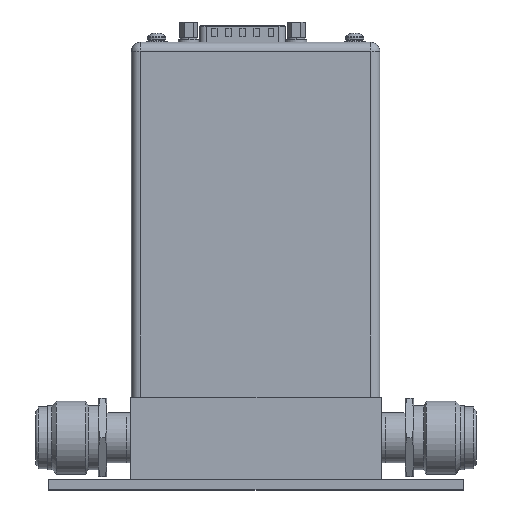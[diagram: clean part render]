
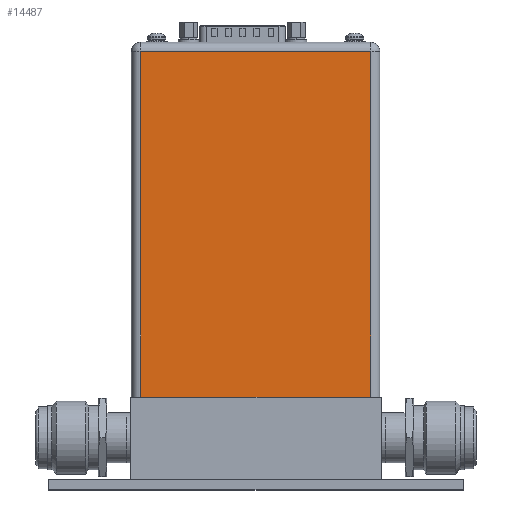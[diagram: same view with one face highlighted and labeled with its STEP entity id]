
A CAD part, top view. The second image highlights one B-rep face of the part: STEP entity #14487.
In plain terms, the highlighted planar face has unit normal (0, 0, 1).
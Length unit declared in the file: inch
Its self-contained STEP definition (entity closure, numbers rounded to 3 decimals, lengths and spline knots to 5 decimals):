
#12660=DIRECTION('',(1.,0.,0.));
#12661=VECTOR('',#12660,2.757);
#12662=CARTESIAN_POINT('',(-1.3785,0.,1.425));
#12663=LINE('',#12662,#12661);
#13347=DIRECTION('',(0.,-1.,0.));
#13348=VECTOR('',#13347,4.141);
#13349=CARTESIAN_POINT('',(1.3785,4.141,1.425));
#13350=LINE('',#13349,#13348);
#13354=DIRECTION('',(0.,-1.,0.));
#13355=VECTOR('',#13354,4.141);
#13356=CARTESIAN_POINT('',(-1.3785,4.141,1.425));
#13357=LINE('',#13356,#13355);
#13361=DIRECTION('',(1.,0.,0.));
#13362=VECTOR('',#13361,2.757);
#13363=CARTESIAN_POINT('',(-1.3785,4.141,1.425));
#13364=LINE('',#13363,#13362);
#13811=CARTESIAN_POINT('',(1.3785,0.,1.425));
#13813=VERTEX_POINT('',#13811);
#13814=CARTESIAN_POINT('',(1.3785,4.141,1.425));
#13815=VERTEX_POINT('',#13814);
#13826=CARTESIAN_POINT('',(-1.3785,0.,1.425));
#13828=VERTEX_POINT('',#13826);
#13830=CARTESIAN_POINT('',(-1.3785,4.141,1.425));
#13831=VERTEX_POINT('',#13830);
#14475=CARTESIAN_POINT('',(-1.4875,0.,1.425));
#14476=DIRECTION('',(0.,0.,1.));
#14477=DIRECTION('',(1.,0.,0.));
#14478=AXIS2_PLACEMENT_3D('',#14475,#14476,#14477);
#14479=PLANE('',#14478);
#14481=ORIENTED_EDGE('',*,*,#14480,.T.);
#14482=ORIENTED_EDGE('',*,*,#13953,.F.);
#14483=ORIENTED_EDGE('',*,*,#14444,.F.);
#14484=ORIENTED_EDGE('',*,*,#14466,.T.);
#14485=EDGE_LOOP('',(#14481,#14482,#14483,#14484));
#14486=FACE_OUTER_BOUND('',#14485,.F.);
#14487=ADVANCED_FACE('',(#14486),#14479,.T.);
#13953=EDGE_CURVE('',#13828,#13813,#12663,.T.);
#14444=EDGE_CURVE('',#13831,#13828,#13357,.T.);
#14466=EDGE_CURVE('',#13831,#13815,#13364,.T.);
#14480=EDGE_CURVE('',#13815,#13813,#13350,.T.);
